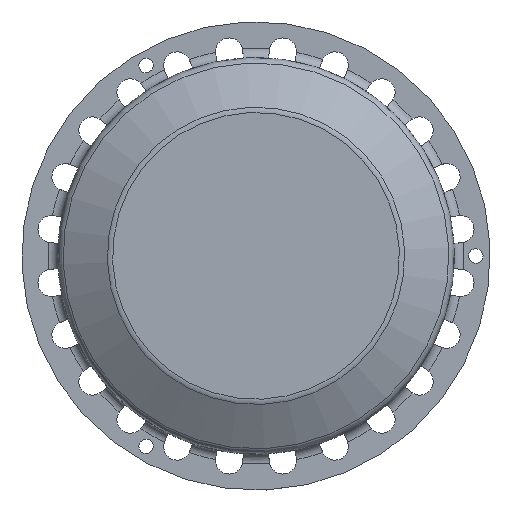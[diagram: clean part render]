
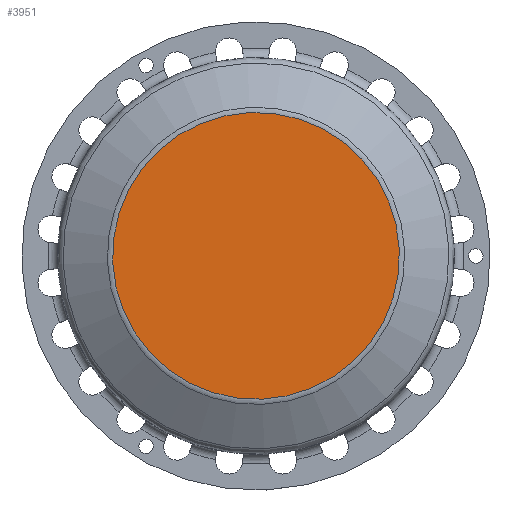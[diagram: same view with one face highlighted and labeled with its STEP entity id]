
A CAD part, top view. The second image highlights one B-rep face of the part: STEP entity #3951.
In plain terms, the highlighted planar face has unit normal (0, 0, 1).
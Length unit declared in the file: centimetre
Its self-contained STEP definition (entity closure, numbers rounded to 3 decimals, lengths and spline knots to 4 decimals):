
#973=FACE_OUTER_BOUND('',#1137,.T.);
#1137=EDGE_LOOP('',(#3647));
#1307=CIRCLE('',#4270,79.6049);
#1766=VERTEX_POINT('',#12060);
#2416=EDGE_CURVE('',#1766,#1766,#1307,.T.);
#3647=ORIENTED_EDGE('',*,*,#2416,.T.);
#3800=PLANE('',#4269);
#3951=ADVANCED_FACE('',(#973),#3800,.T.);
#4269=AXIS2_PLACEMENT_3D('',#12059,#5105,#5106);
#4270=AXIS2_PLACEMENT_3D('',#12061,#5107,#5108);
#5105=DIRECTION('center_axis',(0.,0.,
1.));
#5106=DIRECTION('ref_axis',(0.991,-0.131,0.));
#5107=DIRECTION('center_axis',(0.,0.,
1.));
#5108=DIRECTION('ref_axis',(0.131,0.991,0.));
#12059=CARTESIAN_POINT('Origin',(0.,130.,45.));
#12060=CARTESIAN_POINT('',(-78.9238,140.3905,45.));
#12061=CARTESIAN_POINT('Origin',(0.,130.,45.));
